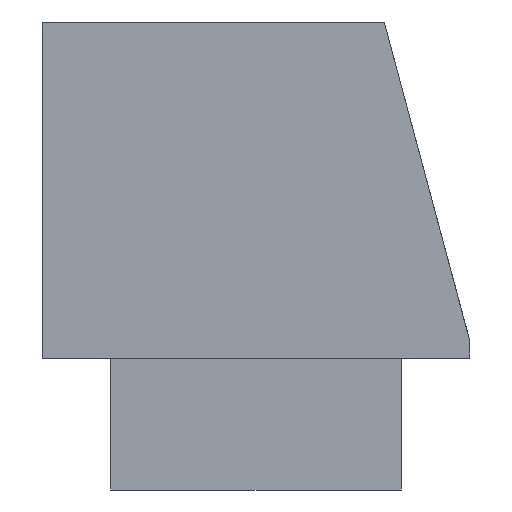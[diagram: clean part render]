
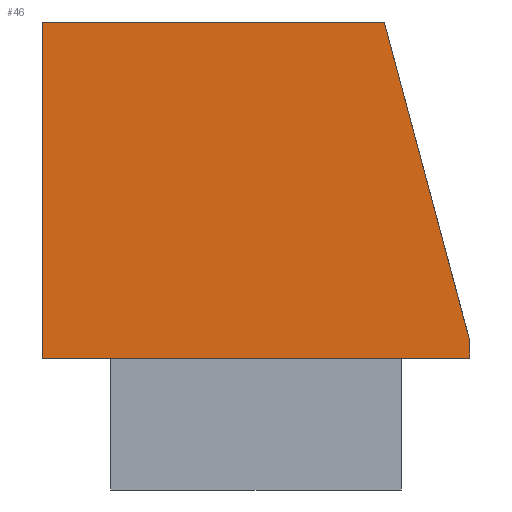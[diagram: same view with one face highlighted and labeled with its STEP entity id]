
A CAD part, left-side view. The second image highlights one B-rep face of the part: STEP entity #46.
In plain terms, the highlighted planar face has unit normal (-1, 0, 0).
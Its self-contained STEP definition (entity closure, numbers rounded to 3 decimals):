
#46 = ADVANCED_FACE( '', ( #105 ), #106, .F. );
#105 = FACE_OUTER_BOUND( '', #185, .T. );
#106 = PLANE( '', #186 );
#185 = EDGE_LOOP( '', ( #261, #262, #263, #264, #265 ) );
#186 = AXIS2_PLACEMENT_3D( '', #266, #267, #268 );
#261 = ORIENTED_EDGE( '', *, *, #412, .T. );
#262 = ORIENTED_EDGE( '', *, *, #413, .F. );
#263 = ORIENTED_EDGE( '', *, *, #414, .T. );
#264 = ORIENTED_EDGE( '', *, *, #415, .T. );
#265 = ORIENTED_EDGE( '', *, *, #416, .F. );
#266 = CARTESIAN_POINT( '', ( -57.45, 25., 54.7 ) );
#267 = DIRECTION( '', ( 1., 0., 0. ) );
#268 = DIRECTION( '', ( 0., 0., -1. ) );
#412 = EDGE_CURVE( '', #471, #472, #473, .T. );
#413 = EDGE_CURVE( '', #474, #472, #475, .T. );
#414 = EDGE_CURVE( '', #474, #476, #477, .T. );
#415 = EDGE_CURVE( '', #476, #478, #479, .T. );
#416 = EDGE_CURVE( '', #471, #478, #480, .T. );
#471 = VERTEX_POINT( '', #552 );
#472 = VERTEX_POINT( '', #553 );
#473 = LINE( '', #554, #555 );
#474 = VERTEX_POINT( '', #556 );
#475 = LINE( '', #557, #558 );
#476 = VERTEX_POINT( '', #559 );
#477 = LINE( '', #560, #561 );
#478 = VERTEX_POINT( '', #562 );
#479 = LINE( '', #563, #564 );
#480 = LINE( '', #565, #566 );
#552 = CARTESIAN_POINT( '', ( -57.45, -25., 17.379 ) );
#553 = CARTESIAN_POINT( '', ( -57.45, -15., 54.7 ) );
#554 = CARTESIAN_POINT( '', ( -57.45, -25., 17.379 ) );
#555 = VECTOR( '', #659, 1000. );
#556 = CARTESIAN_POINT( '', ( -57.45, 25., 54.7 ) );
#557 = CARTESIAN_POINT( '', ( -57.45, 25., 54.7 ) );
#558 = VECTOR( '', #660, 1000. );
#559 = CARTESIAN_POINT( '', ( -57.45, 25., 15.4 ) );
#560 = CARTESIAN_POINT( '', ( -57.45, 25., 54.7 ) );
#561 = VECTOR( '', #661, 1000. );
#562 = CARTESIAN_POINT( '', ( -57.45, -25., 15.4 ) );
#563 = CARTESIAN_POINT( '', ( -57.45, 25., 15.4 ) );
#564 = VECTOR( '', #662, 1000. );
#565 = CARTESIAN_POINT( '', ( -57.45, -25., 54.7 ) );
#566 = VECTOR( '', #663, 1000. );
#659 = DIRECTION( '', ( 0., 0.259, 0.966 ) );
#660 = DIRECTION( '', ( 0., -1., 0. ) );
#661 = DIRECTION( '', ( 0., 0., -1. ) );
#662 = DIRECTION( '', ( 0., -1., 0. ) );
#663 = DIRECTION( '', ( 0., 0., -1. ) );
